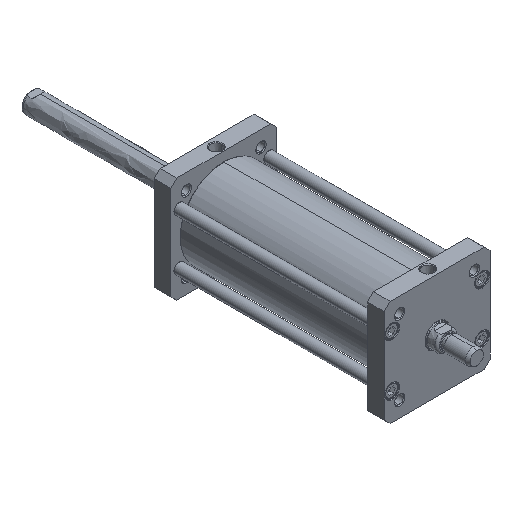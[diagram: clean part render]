
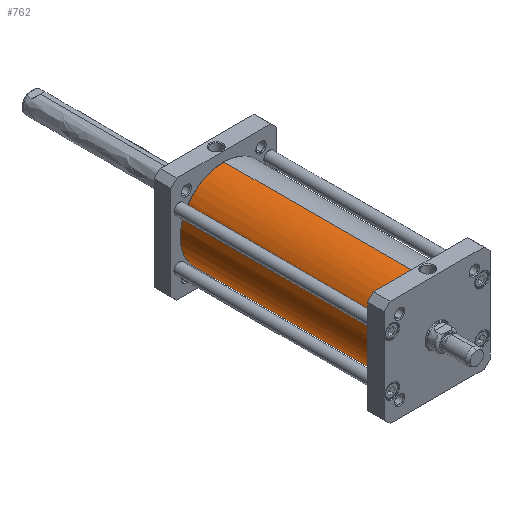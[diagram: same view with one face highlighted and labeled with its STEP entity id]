
A CAD part, isometric view. The second image highlights one B-rep face of the part: STEP entity #762.
In plain terms, the highlighted free-form (B-spline) face has degree [2, 1] with [5, 2] control points.
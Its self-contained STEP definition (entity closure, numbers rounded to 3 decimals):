
#762=ADVANCED_FACE('',(#1212),#7278,.T.);
#1212=FACE_OUTER_BOUND('',#1733,.T.);
#1733=EDGE_LOOP('',(#3891,#3892,#3893,#3894,#3895,#3896));
#3891=ORIENTED_EDGE('',*,*,#5020,.F.);
#3892=ORIENTED_EDGE('',*,*,#5023,.T.);
#3893=ORIENTED_EDGE('',*,*,#5025,.T.);
#3894=ORIENTED_EDGE('',*,*,#5022,.T.);
#3895=ORIENTED_EDGE('',*,*,#5047,.F.);
#3896=ORIENTED_EDGE('',*,*,#5045,.F.);
#5020=EDGE_CURVE('',#6923,#6941,#6168,.T.);
#5022=EDGE_CURVE('',#6926,#6925,#6169,.T.);
#5023=EDGE_CURVE('',#6923,#6927,#6170,.T.);
#5025=EDGE_CURVE('',#6927,#6926,#5523,.T.);
#5045=EDGE_CURVE('',#6941,#6942,#5529,.T.);
#5047=EDGE_CURVE('',#6942,#6925,#6187,.T.);
#5523=B_SPLINE_CURVE_WITH_KNOTS('',1,(#17821,#17822),.UNSPECIFIED.,.F.,
 .F.,(2,2),(14.96,163.36),.UNSPECIFIED.);
#5529=B_SPLINE_CURVE_WITH_KNOTS('',1,(#17887,#17888),.UNSPECIFIED.,.F.,
 .F.,(2,2),(14.96,163.36),.UNSPECIFIED.);
#6168=(
BOUNDED_CURVE()
B_SPLINE_CURVE(2,(#17807,#17808,#17809),.UNSPECIFIED.,.F.,.F.)
B_SPLINE_CURVE_WITH_KNOTS((3,3),(0.,51.836),.UNSPECIFIED.)
CURVE()
GEOMETRIC_REPRESENTATION_ITEM()
RATIONAL_B_SPLINE_CURVE((1.,0.707,1.))
REPRESENTATION_ITEM('')
);
#6169=(
BOUNDED_CURVE()
B_SPLINE_CURVE(2,(#17812,#17813,#17814),.UNSPECIFIED.,.F.,.F.)
B_SPLINE_CURVE_WITH_KNOTS((3,3),(-51.836,0.),.UNSPECIFIED.)
CURVE()
GEOMETRIC_REPRESENTATION_ITEM()
RATIONAL_B_SPLINE_CURVE((1.,0.707,1.))
REPRESENTATION_ITEM('')
);
#6170=(
BOUNDED_CURVE()
B_SPLINE_CURVE(2,(#17815,#17816,#17817),.UNSPECIFIED.,.F.,.F.)
B_SPLINE_CURVE_WITH_KNOTS((3,3),(-207.345,-155.509),
 .UNSPECIFIED.)
CURVE()
GEOMETRIC_REPRESENTATION_ITEM()
RATIONAL_B_SPLINE_CURVE((1.,0.707,1.))
REPRESENTATION_ITEM('')
);
#6187=(
BOUNDED_CURVE()
B_SPLINE_CURVE(2,(#17892,#17893,#17894),.UNSPECIFIED.,.F.,.F.)
B_SPLINE_CURVE_WITH_KNOTS((3,3),(155.509,207.345),
 .UNSPECIFIED.)
CURVE()
GEOMETRIC_REPRESENTATION_ITEM()
RATIONAL_B_SPLINE_CURVE((1.,0.707,1.))
REPRESENTATION_ITEM('')
);
#6923=VERTEX_POINT('',#17775);
#6925=VERTEX_POINT('',#17777);
#6926=VERTEX_POINT('',#17778);
#6927=VERTEX_POINT('',#17779);
#6941=VERTEX_POINT('',#17793);
#6942=VERTEX_POINT('',#17794);
#7278=(
BOUNDED_SURFACE()
B_SPLINE_SURFACE(2,1,((#17723,#17724),(#17725,#17726),(#17727,#17728),(#17729,
#17730),(#17731,#17732)),.UNSPECIFIED.,.F.,.F.,.F.)
B_SPLINE_SURFACE_WITH_KNOTS((3,2,3),(2,2),(103.673,155.509,
207.345),(0.,178.32),.UNSPECIFIED.)
GEOMETRIC_REPRESENTATION_ITEM()
RATIONAL_B_SPLINE_SURFACE(((1.,1.),(0.707,0.707),
(1.,1.),(0.707,0.707),(1.,1.)))
REPRESENTATION_ITEM('')
SURFACE()
);
#17723=CARTESIAN_POINT('',(0.,-89.16,-33.));
#17724=CARTESIAN_POINT('',(0.,89.16,-33.));
#17725=CARTESIAN_POINT('',(-33.,-89.16,-33.));
#17726=CARTESIAN_POINT('',(-33.,89.16,-33.));
#17727=CARTESIAN_POINT('',(-33.,-89.16,0.));
#17728=CARTESIAN_POINT('',(-33.,89.16,0.));
#17729=CARTESIAN_POINT('',(-33.,-89.16,33.));
#17730=CARTESIAN_POINT('',(-33.,89.16,33.));
#17731=CARTESIAN_POINT('',(0.,-89.16,33.));
#17732=CARTESIAN_POINT('',(0.,89.16,33.));
#17775=CARTESIAN_POINT('',(-33.,-74.2,0.));
#17777=CARTESIAN_POINT('',(-33.,74.2,0.));
#17778=CARTESIAN_POINT('',(0.,74.2,33.));
#17779=CARTESIAN_POINT('',(0.,-74.2,33.));
#17793=CARTESIAN_POINT('',(0.,-74.2,-33.));
#17794=CARTESIAN_POINT('',(0.,74.2,-33.));
#17807=CARTESIAN_POINT('',(-33.,-74.2,0.));
#17808=CARTESIAN_POINT('',(-33.,-74.2,-33.));
#17809=CARTESIAN_POINT('',(0.,-74.2,-33.));
#17812=CARTESIAN_POINT('',(0.,74.2,33.));
#17813=CARTESIAN_POINT('',(-33.,74.2,33.));
#17814=CARTESIAN_POINT('',(-33.,74.2,0.));
#17815=CARTESIAN_POINT('',(-33.,-74.2,0.));
#17816=CARTESIAN_POINT('',(-33.,-74.2,33.));
#17817=CARTESIAN_POINT('',(0.,-74.2,33.));
#17821=CARTESIAN_POINT('',(0.,-74.2,33.));
#17822=CARTESIAN_POINT('',(0.,74.2,33.));
#17887=CARTESIAN_POINT('',(0.,-74.2,-33.));
#17888=CARTESIAN_POINT('',(0.,74.2,-33.));
#17892=CARTESIAN_POINT('',(0.,74.2,-33.));
#17893=CARTESIAN_POINT('',(-33.,74.2,-33.));
#17894=CARTESIAN_POINT('',(-33.,74.2,0.));
